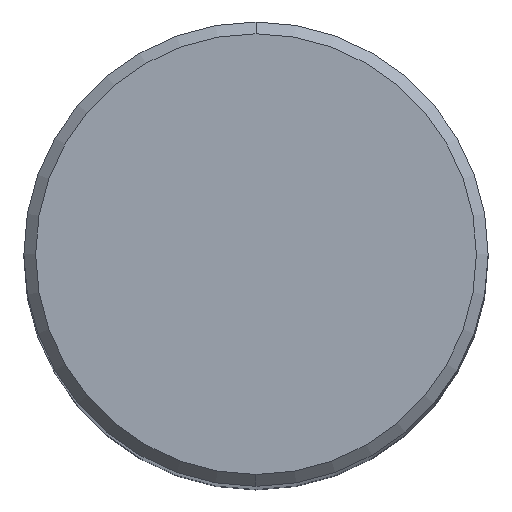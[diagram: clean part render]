
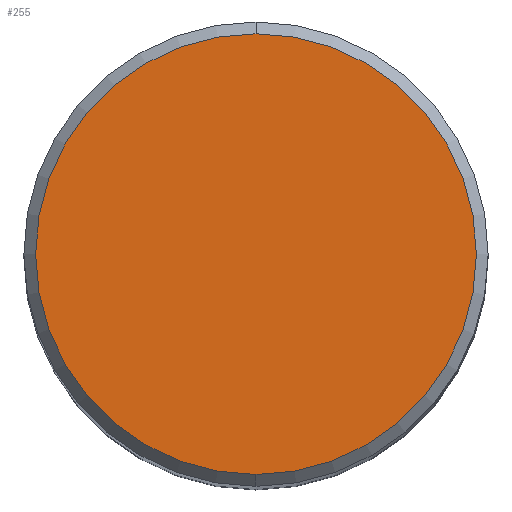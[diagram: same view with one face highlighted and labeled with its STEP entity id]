
A CAD part, top view. The second image highlights one B-rep face of the part: STEP entity #255.
In plain terms, the highlighted planar face has unit normal (0, 0, 1).
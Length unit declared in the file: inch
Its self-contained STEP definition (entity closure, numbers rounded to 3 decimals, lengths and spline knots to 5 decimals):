
#50 = ORIENTED_EDGE ( 'NONE', *, *, #76, .T. ) ;
#51 = EDGE_LOOP ( 'NONE', ( #129, #50 ) ) ;
#73 = DIRECTION ( 'NONE',  ( 0., -1., 0. ) ) ;
#76 = EDGE_CURVE ( 'NONE', #293, #289, #168, .T. ) ;
#82 = CARTESIAN_POINT ( 'NONE',  ( 0., 0., 0. ) ) ;
#128 = DIRECTION ( 'NONE',  ( 0., 0., 1. ) ) ;
#129 = ORIENTED_EDGE ( 'NONE', *, *, #374, .T. ) ;
#150 = DIRECTION ( 'NONE',  ( 0., 1., 0. ) ) ;
#153 = CARTESIAN_POINT ( 'NONE',  ( 0., 0.3737, 0. ) ) ;
#156 = AXIS2_PLACEMENT_3D ( 'NONE', #358, #128, #73 ) ;
#158 = DIRECTION ( 'NONE',  ( 0., -1., 0. ) ) ;
#167 = DIRECTION ( 'NONE',  ( 0., 0., 1. ) ) ;
#168 = CIRCLE ( 'NONE', #341, 0.3737 ) ;
#215 = AXIS2_PLACEMENT_3D ( 'NONE', #349, #314, #150 ) ;
#219 = PLANE ( 'NONE',  #215 ) ;
#227 = CIRCLE ( 'NONE', #156, 0.3737 ) ;
#255 = ADVANCED_FACE ( 'NONE', ( #412 ), #219, .F. ) ;
#289 = VERTEX_POINT ( 'NONE', #153 ) ;
#291 = CARTESIAN_POINT ( 'NONE',  ( 0., -0.3737, 0. ) ) ;
#293 = VERTEX_POINT ( 'NONE', #291 ) ;
#314 = DIRECTION ( 'NONE',  ( 0., 0., -1. ) ) ;
#341 = AXIS2_PLACEMENT_3D ( 'NONE', #82, #167, #158 ) ;
#349 = CARTESIAN_POINT ( 'NONE',  ( 0., 0.3737, 0. ) ) ;
#358 = CARTESIAN_POINT ( 'NONE',  ( 0., 0., 0. ) ) ;
#374 = EDGE_CURVE ( 'NONE', #289, #293, #227, .T. ) ;
#412 = FACE_OUTER_BOUND ( 'NONE', #51, .T. ) ;
